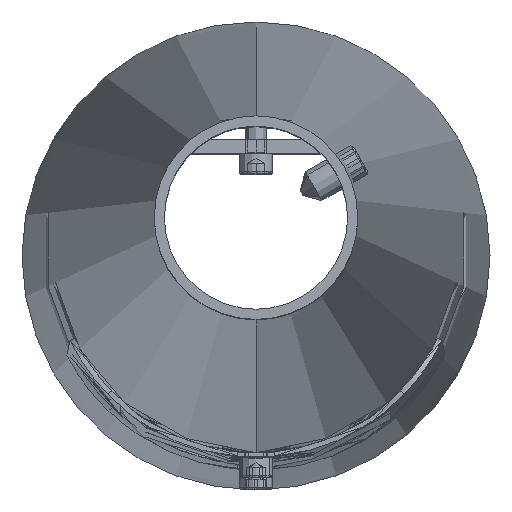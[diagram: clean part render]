
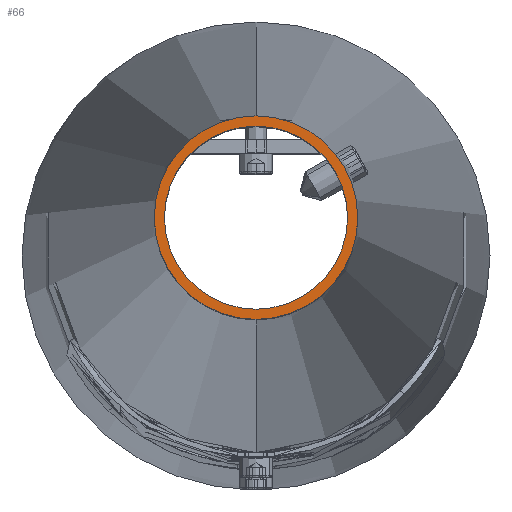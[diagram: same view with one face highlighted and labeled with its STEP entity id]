
A CAD part, top view. The second image highlights one B-rep face of the part: STEP entity #66.
In plain terms, the highlighted face is planar.
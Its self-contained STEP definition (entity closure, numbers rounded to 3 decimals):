
#66 = ADVANCED_FACE ( 'NONE', ( #4298, #553 ), #1611, .T. ) ;
#95 = CARTESIAN_POINT ( 'NONE',  ( 0., 6500., 30. ) ) ;
#164 = EDGE_LOOP ( 'NONE', ( #482, #1774 ) ) ;
#190 = DIRECTION ( 'NONE',  ( 0., 0., 1. ) ) ;
#273 = VERTEX_POINT ( 'NONE', #2391 ) ;
#460 = ORIENTED_EDGE ( 'NONE', *, *, #1946, .T. ) ;
#482 = ORIENTED_EDGE ( 'NONE', *, *, #4514, .F. ) ;
#553 = FACE_OUTER_BOUND ( 'NONE', #164, .T. ) ;
#584 = CARTESIAN_POINT ( 'NONE',  ( 0., 6500., 0. ) ) ;
#598 = VERTEX_POINT ( 'NONE', #95 ) ;
#872 = DIRECTION ( 'NONE',  ( 0., 0., -1. ) ) ;
#938 = CIRCLE ( 'NONE', #3771, 30. ) ;
#1135 = EDGE_LOOP ( 'NONE', ( #460, #1986 ) ) ;
#1172 = DIRECTION ( 'NONE',  ( 0., 0., -1. ) ) ;
#1195 = DIRECTION ( 'NONE',  ( 0., -1., 0. ) ) ;
#1206 = CIRCLE ( 'NONE', #4124, 27. ) ;
#1233 = CARTESIAN_POINT ( 'NONE',  ( 0., 6500., 27. ) ) ;
#1242 = CARTESIAN_POINT ( 'NONE',  ( 0., 6500., 0. ) ) ;
#1249 = DIRECTION ( 'NONE',  ( 0., 0., -1. ) ) ;
#1301 = CARTESIAN_POINT ( 'NONE',  ( 0., 6500., 0. ) ) ;
#1441 = VERTEX_POINT ( 'NONE', #1233 ) ;
#1532 = EDGE_CURVE ( 'NONE', #1441, #273, #2795, .T. ) ;
#1556 = AXIS2_PLACEMENT_3D ( 'NONE', #2351, #2422, #190 ) ;
#1611 = PLANE ( 'NONE',  #1556 ) ;
#1663 = EDGE_CURVE ( 'NONE', #598, #2069, #4441, .T. ) ;
#1774 = ORIENTED_EDGE ( 'NONE', *, *, #1663, .F. ) ;
#1946 = EDGE_CURVE ( 'NONE', #273, #1441, #1206, .T. ) ;
#1986 = ORIENTED_EDGE ( 'NONE', *, *, #1532, .T. ) ;
#2069 = VERTEX_POINT ( 'NONE', #4837 ) ;
#2081 = AXIS2_PLACEMENT_3D ( 'NONE', #4163, #4847, #1172 ) ;
#2227 = AXIS2_PLACEMENT_3D ( 'NONE', #1301, #1195, #1249 ) ;
#2351 = CARTESIAN_POINT ( 'NONE',  ( -30., 6500., 0. ) ) ;
#2391 = CARTESIAN_POINT ( 'NONE',  ( 0., 6500., -27. ) ) ;
#2422 = DIRECTION ( 'NONE',  ( 0., 1., 0. ) ) ;
#2795 = CIRCLE ( 'NONE', #2081, 27. ) ;
#3511 = DIRECTION ( 'NONE',  ( 0., -1., 0. ) ) ;
#3771 = AXIS2_PLACEMENT_3D ( 'NONE', #1242, #3511, #872 ) ;
#3989 = DIRECTION ( 'NONE',  ( 0., -1., 0. ) ) ;
#4124 = AXIS2_PLACEMENT_3D ( 'NONE', #584, #3989, #4379 ) ;
#4163 = CARTESIAN_POINT ( 'NONE',  ( 0., 6500., 0. ) ) ;
#4298 = FACE_BOUND ( 'NONE', #1135, .T. ) ;
#4379 = DIRECTION ( 'NONE',  ( 0., 0., -1. ) ) ;
#4441 = CIRCLE ( 'NONE', #2227, 30. ) ;
#4514 = EDGE_CURVE ( 'NONE', #2069, #598, #938, .T. ) ;
#4837 = CARTESIAN_POINT ( 'NONE',  ( 0., 6500., -30. ) ) ;
#4847 = DIRECTION ( 'NONE',  ( 0., -1., 0. ) ) ;
